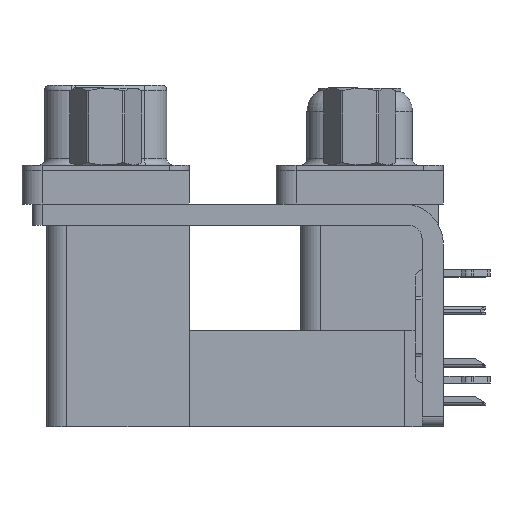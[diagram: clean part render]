
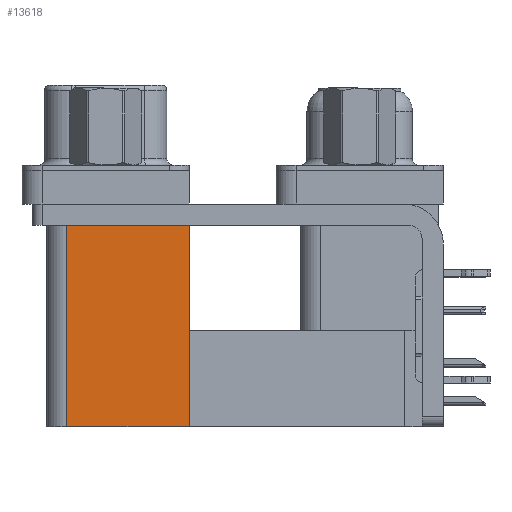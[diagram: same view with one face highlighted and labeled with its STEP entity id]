
A CAD part, left-side view. The second image highlights one B-rep face of the part: STEP entity #13618.
In plain terms, the highlighted planar face has unit normal (-1, 0, 0).
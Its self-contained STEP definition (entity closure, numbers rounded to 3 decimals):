
#117 = DIRECTION ( 'NONE',  ( 0., 0., -1. ) ) ;
#722 = AXIS2_PLACEMENT_3D ( 'NONE', #46227, #43597, #117 ) ;
#2903 = EDGE_CURVE ( 'NONE', #51403, #30533, #23231, .T. ) ;
#5927 = VERTEX_POINT ( 'NONE', #7824 ) ;
#7163 = LINE ( 'NONE', #23034, #42996 ) ;
#7287 = CARTESIAN_POINT ( 'NONE',  ( 3.765, 21.975, -19.2 ) ) ;
#7824 = CARTESIAN_POINT ( 'NONE',  ( 3.765, 21.975, -19.2 ) ) ;
#9880 = EDGE_CURVE ( 'NONE', #38385, #5927, #7163, .T. ) ;
#12192 = CARTESIAN_POINT ( 'NONE',  ( 3.765, 21.975, -2.5 ) ) ;
#13618 = ADVANCED_FACE ( 'NONE', ( #14962 ), #30332, .F. ) ;
#14962 = FACE_OUTER_BOUND ( 'NONE', #33742, .T. ) ;
#16490 = ORIENTED_EDGE ( 'NONE', *, *, #41846, .T. ) ;
#19031 = CARTESIAN_POINT ( 'NONE',  ( 3.765, 12.775, -2.5 ) ) ;
#21513 = DIRECTION ( 'NONE',  ( 0., 0., 1. ) ) ;
#21593 = CARTESIAN_POINT ( 'NONE',  ( 3.765, 12.775, -19.2 ) ) ;
#22314 = ORIENTED_EDGE ( 'NONE', *, *, #2903, .T. ) ;
#23034 = CARTESIAN_POINT ( 'NONE',  ( 3.765, 12.775, -19.2 ) ) ;
#23231 = LINE ( 'NONE', #46682, #27956 ) ;
#26876 = DIRECTION ( 'NONE',  ( 0., 1., 0. ) ) ;
#27052 = LINE ( 'NONE', #7287, #41038 ) ;
#27712 = ORIENTED_EDGE ( 'NONE', *, *, #9880, .F. ) ;
#27956 = VECTOR ( 'NONE', #26876, 1000. ) ;
#29820 = ORIENTED_EDGE ( 'NONE', *, *, #36198, .F. ) ;
#30332 = PLANE ( 'NONE',  #722 ) ;
#30533 = VERTEX_POINT ( 'NONE', #12192 ) ;
#30718 = DIRECTION ( 'NONE',  ( 0., 0., 1. ) ) ;
#33497 = LINE ( 'NONE', #37912, #43746 ) ;
#33742 = EDGE_LOOP ( 'NONE', ( #22314, #29820, #27712, #16490 ) ) ;
#33751 = DIRECTION ( 'NONE',  ( 0., 1., 0. ) ) ;
#36198 = EDGE_CURVE ( 'NONE', #5927, #30533, #27052, .T. ) ;
#37912 = CARTESIAN_POINT ( 'NONE',  ( 3.765, 12.775, -19.2 ) ) ;
#38385 = VERTEX_POINT ( 'NONE', #21593 ) ;
#41038 = VECTOR ( 'NONE', #30718, 1000. ) ;
#41846 = EDGE_CURVE ( 'NONE', #38385, #51403, #33497, .T. ) ;
#42996 = VECTOR ( 'NONE', #33751, 1000. ) ;
#43597 = DIRECTION ( 'NONE',  ( 1., 0., 0. ) ) ;
#43746 = VECTOR ( 'NONE', #21513, 1000. ) ;
#46227 = CARTESIAN_POINT ( 'NONE',  ( 3.765, 12.775, -19.2 ) ) ;
#46682 = CARTESIAN_POINT ( 'NONE',  ( 3.765, 12.775, -2.5 ) ) ;
#51403 = VERTEX_POINT ( 'NONE', #19031 ) ;
